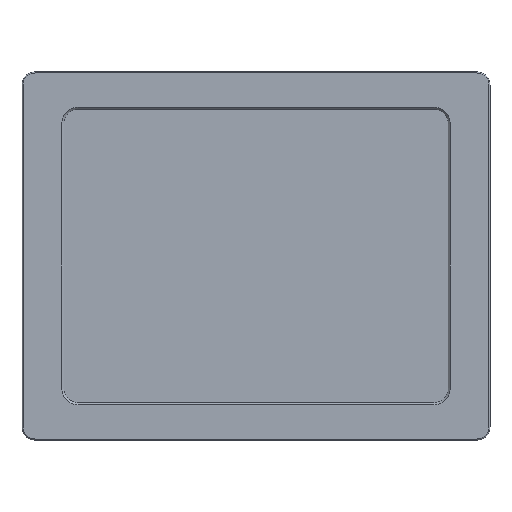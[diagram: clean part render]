
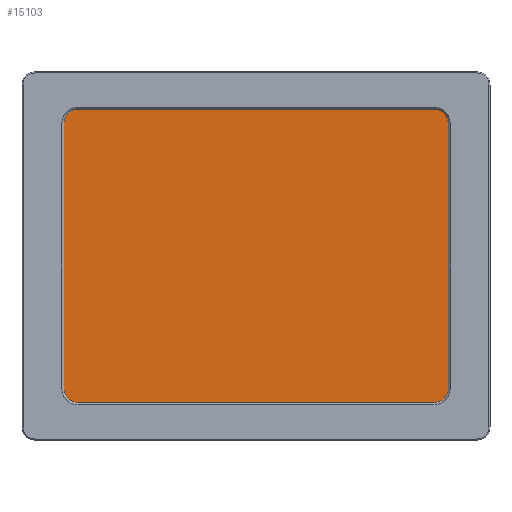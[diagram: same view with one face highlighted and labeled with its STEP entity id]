
A CAD part, top view. The second image highlights one B-rep face of the part: STEP entity #15103.
In plain terms, the highlighted planar face has unit normal (0, 0, 1).
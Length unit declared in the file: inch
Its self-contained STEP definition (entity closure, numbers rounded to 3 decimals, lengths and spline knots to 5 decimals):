
#164=PLANE('',#16015);
#1017=FACE_OUTER_BOUND('',#1878,.T.);
#1878=EDGE_LOOP('',(#10178,#10179,#10180,#10181,#10182,#10183,#10184,#10185));
#2824=CIRCLE('',#16016,0.4134);
#2825=CIRCLE('',#16017,0.4134);
#2826=CIRCLE('',#16018,0.4134);
#2827=CIRCLE('',#16019,0.4134);
#3512=LINE('',#23337,#4894);
#3513=LINE('',#23360,#4895);
#3515=LINE('',#23371,#4897);
#3516=LINE('',#23375,#4898);
#4894=VECTOR('',#17359,0.3937);
#4895=VECTOR('',#17382,0.3937);
#4897=VECTOR('',#17390,0.3937);
#4898=VECTOR('',#17393,0.3937);
#6360=VERTEX_POINT('',#23327);
#6362=VERTEX_POINT('',#23333);
#6368=VERTEX_POINT('',#23354);
#6370=VERTEX_POINT('',#23359);
#6372=VERTEX_POINT('',#23368);
#6373=VERTEX_POINT('',#23370);
#6374=VERTEX_POINT('',#23372);
#6375=VERTEX_POINT('',#23374);
#7835=EDGE_CURVE('',#6360,#6362,#3512,.T.);
#7842=EDGE_CURVE('',#6370,#6368,#3513,.T.);
#7845=EDGE_CURVE('',#6360,#6368,#2824,.T.);
#7846=EDGE_CURVE('',#6372,#6362,#2825,.T.);
#7847=EDGE_CURVE('',#6373,#6372,#3515,.T.);
#7848=EDGE_CURVE('',#6374,#6373,#2826,.T.);
#7849=EDGE_CURVE('',#6375,#6374,#3516,.T.);
#7850=EDGE_CURVE('',#6370,#6375,#2827,.T.);
#10178=ORIENTED_EDGE('',*,*,#7845,.F.);
#10179=ORIENTED_EDGE('',*,*,#7835,.T.);
#10180=ORIENTED_EDGE('',*,*,#7846,.F.);
#10181=ORIENTED_EDGE('',*,*,#7847,.F.);
#10182=ORIENTED_EDGE('',*,*,#7848,.F.);
#10183=ORIENTED_EDGE('',*,*,#7849,.F.);
#10184=ORIENTED_EDGE('',*,*,#7850,.F.);
#10185=ORIENTED_EDGE('',*,*,#7842,.T.);
#15103=ADVANCED_FACE('',(#1017),#164,.T.);
#16015=AXIS2_PLACEMENT_3D('',#23366,#17384,#17385);
#16016=AXIS2_PLACEMENT_3D('',#23367,#17386,#17387);
#16017=AXIS2_PLACEMENT_3D('',#23369,#17388,#17389);
#16018=AXIS2_PLACEMENT_3D('',#23373,#17391,#17392);
#16019=AXIS2_PLACEMENT_3D('',#23376,#17394,#17395);
#17359=DIRECTION('',(0.,-1.,0.));
#17382=DIRECTION('',(-1.,0.,0.));
#17384=DIRECTION('center_axis',(0.,0.,
1.));
#17385=DIRECTION('ref_axis',(1.,0.,0.));
#17386=DIRECTION('center_axis',(0.,0.,
-1.));
#17387=DIRECTION('ref_axis',(0.,1.,0.));
#17388=DIRECTION('center_axis',(0.,0.,
-1.));
#17389=DIRECTION('ref_axis',(-1.,0.,0.));
#17390=DIRECTION('',(-1.,0.,0.));
#17391=DIRECTION('center_axis',(0.,0.,
-1.));
#17392=DIRECTION('ref_axis',(0.,-1.,0.));
#17393=DIRECTION('',(0.,-1.,0.));
#17394=DIRECTION('center_axis',(0.,0.,
-1.));
#17395=DIRECTION('ref_axis',(1.,0.,0.));
#23327=CARTESIAN_POINT('',(7.87268,9.00939,0.575));
#23333=CARTESIAN_POINT('',(7.87268,1.45478,0.575));
#23337=CARTESIAN_POINT('',(7.87268,9.40417,0.575));
#23354=CARTESIAN_POINT('',(8.26746,9.40417,0.575));
#23359=CARTESIAN_POINT('',(18.4075,9.40417,0.575));
#23360=CARTESIAN_POINT('',(18.87268,9.40417,0.575));
#23366=CARTESIAN_POINT('Origin',(13.37268,5.15417,0.575));
#23367=CARTESIAN_POINT('Origin',(8.28568,8.99117,0.575));
#23368=CARTESIAN_POINT('',(8.28568,1.0596,0.575));
#23369=CARTESIAN_POINT('Origin',(8.28568,1.473,0.575));
#23370=CARTESIAN_POINT('',(18.38928,1.0596,0.575));
#23371=CARTESIAN_POINT('',(14.61803,1.0596,0.575));
#23372=CARTESIAN_POINT('',(18.80269,1.473,0.575));
#23373=CARTESIAN_POINT('Origin',(18.38928,1.473,0.575));
#23374=CARTESIAN_POINT('',(18.80269,8.99117,0.575));
#23375=CARTESIAN_POINT('',(18.80269,6.1329,0.575));
#23376=CARTESIAN_POINT('Origin',(18.38928,8.99117,0.575));
